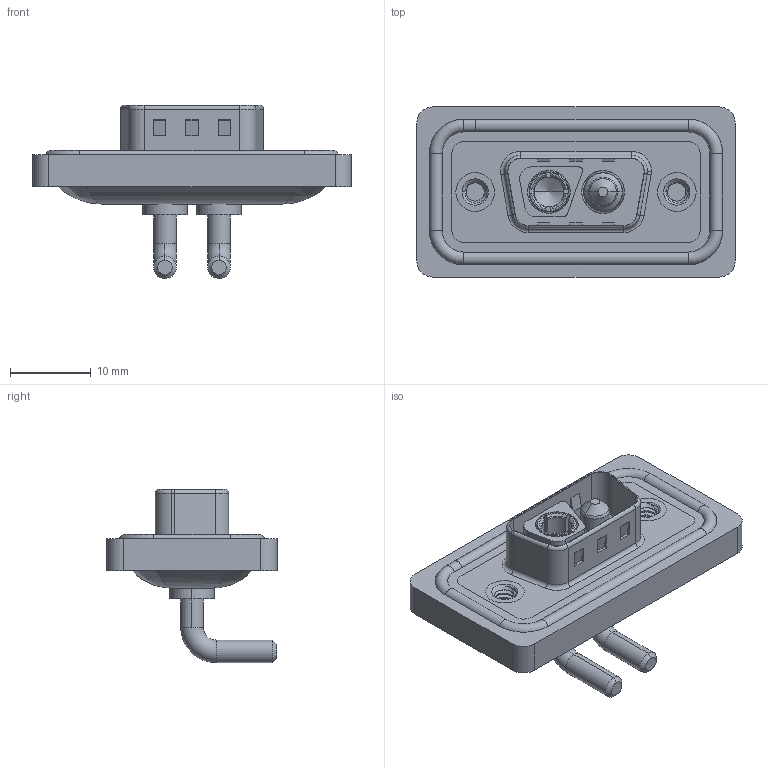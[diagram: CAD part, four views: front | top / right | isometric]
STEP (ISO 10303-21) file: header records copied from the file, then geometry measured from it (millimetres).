
FILE_DESCRIPTION (( 'STEP AP203' ), '1' );
FILE_NAME ('629W2WK2240-2N2.STEP', '2024-04-11T11:50:25', ( '' ), ( '' ), 'SwSTEP 2.0', 'SolidWorks 2023', '' );
FILE_SCHEMA (( 'CONFIG_CONTROL_DESIGN' ));
Length unit declared in the file: millimetre
Products named in the file (8): 629Combo Threaded Rivet_2; Power Socket_20A RA; 629Combo Housing_2WK2; 629Combo Waterproof Housing_09 Contacts; 629Combo Shell Rear_09 Contacts; 629Combo Shell Front_09 Contacts; Power Pin_20A RA; 629W2WK2240-2N2
Assembly tree (8 placements, depth 2):
  629W2WK2240-2N2
    629Combo Housing_2WK2
    629Combo Shell Rear_09 Contacts
    629Combo Shell Front_09 Contacts
    629Combo Waterproof Housing_09 Contacts
    629Combo Threaded Rivet_2  x2
    Power Socket_20A RA
    Power Pin_20A RA
Bounding box: 39.5 x 21.1 x 21.5 mm (x, y, z)
Volume: 4693.1 mm3; surface area: 7532.2 mm2
Topology: 11 solids, 11 shells, 542 faces, 1346 edges, 844 vertices
Faces by surface type: cylinder 231, plane 189, torus 74, cone 36, bspline 12
Entity records: 17884 total; most frequent: CARTESIAN_POINT 4712, DIRECTION 2702, ORIENTED_EDGE 2510, EDGE_CURVE 1255, AXIS2_PLACEMENT_3D 1043, VERTEX_POINT 792, VECTOR 616, LINE 616
